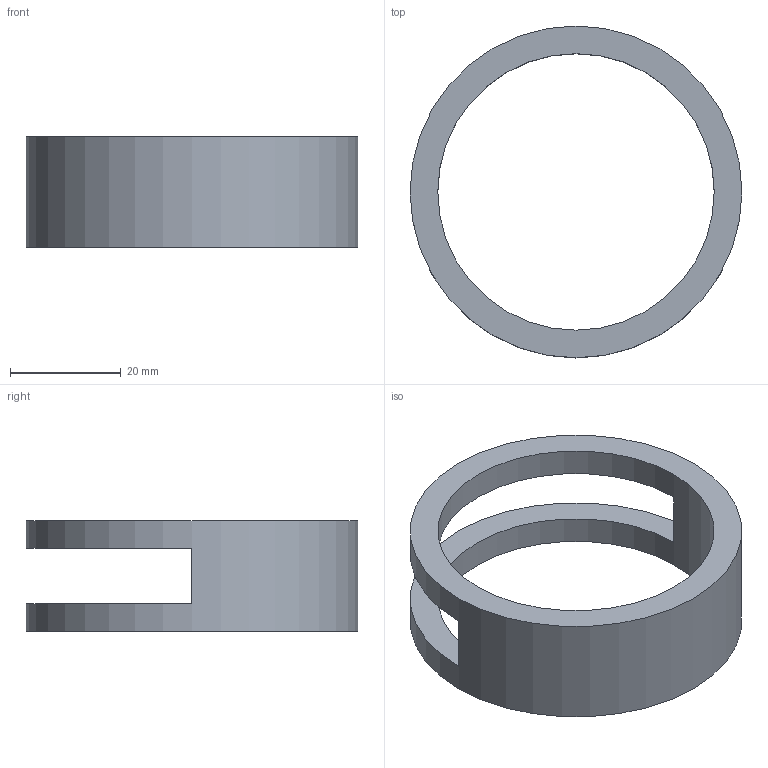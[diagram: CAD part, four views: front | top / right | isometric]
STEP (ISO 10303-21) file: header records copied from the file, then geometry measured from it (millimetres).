
FILE_DESCRIPTION(/* description */ (''),/* implementation_level */ '2;1');
FILE_NAME(/* name */ 'Exercise-40 v0.step',/* time_stamp */ '2025-09-27T13:57:33+05:30',/* author */ (''),/* organization */ (''),/* preprocessor_version */ 'ST-DEVELOPER v20.1',/* originating_system */ 'Autodesk Translation Framework v14.17.0.0',/* authorisation */ '');
FILE_SCHEMA (('AUTOMOTIVE_DESIGN { 1 0 10303 214 3 1 1 }'));
Length unit declared in the file: millimetre
Products named in the file (1): Exercise-40
Bounding box: 60 x 60 x 20 mm (x, y, z)
Volume: 12959.1 mm3; surface area: 7875.4 mm2
Topology: 1 solids, 1 shells, 8 faces, 20 edges, 12 vertices
Faces by surface type: plane 6, cylinder 2
Full cylindrical faces by diameter (mm): 50 x1, 60 x1
Entity records: 305 total; most frequent: DIRECTION 46, CARTESIAN_POINT 41, ORIENTED_EDGE 40, EDGE_CURVE 20, AXIS2_PLACEMENT_3D 17, LINE 12, VECTOR 12, VERTEX_POINT 12
